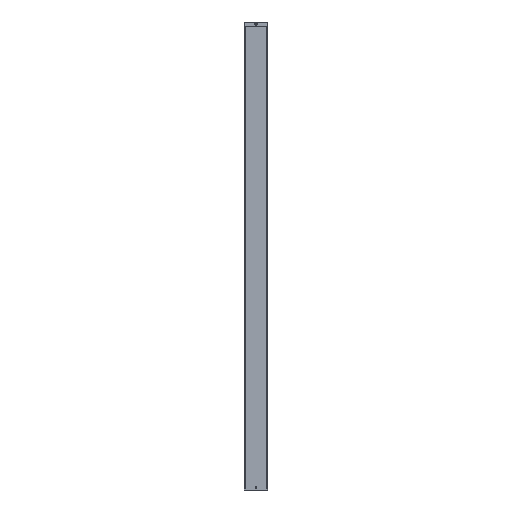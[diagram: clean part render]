
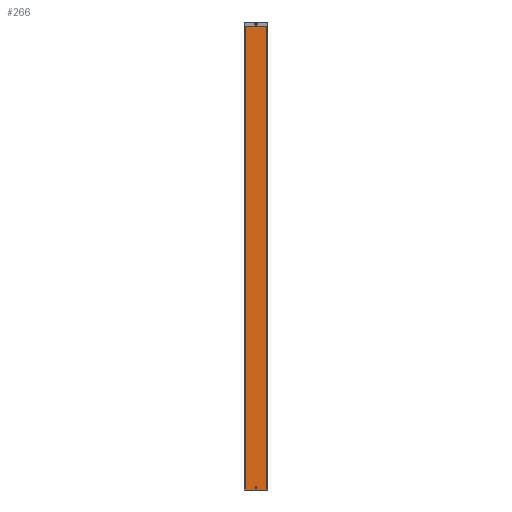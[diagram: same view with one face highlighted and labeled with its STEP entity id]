
A CAD part, front view. The second image highlights one B-rep face of the part: STEP entity #266.
In plain terms, the highlighted planar face has unit normal (0, -1, 0).
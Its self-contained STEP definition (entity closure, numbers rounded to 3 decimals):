
#2 = CARTESIAN_POINT ( 'NONE',  ( -75., 0., 2969. ) ) ;
#22 = VERTEX_POINT ( 'NONE', #1190 ) ;
#37 = CIRCLE ( 'NONE', #1515, 5.5 ) ;
#47 = EDGE_LOOP ( 'NONE', ( #344, #1231, #912, #1413 ) ) ;
#145 = AXIS2_PLACEMENT_3D ( 'NONE', #785, #1277, #771 ) ;
#150 = VERTEX_POINT ( 'NONE', #488 ) ;
#187 = FACE_OUTER_BOUND ( 'NONE', #47, .T. ) ;
#194 = LINE ( 'NONE', #2, #1263 ) ;
#254 = EDGE_CURVE ( 'NONE', #150, #596, #1528, .T. ) ;
#266 = ADVANCED_FACE ( 'NONE', ( #395, #187 ), #1160, .F. ) ;
#329 = CARTESIAN_POINT ( 'NONE',  ( 75., 0., 2969. ) ) ;
#344 = ORIENTED_EDGE ( 'NONE', *, *, #1026, .T. ) ;
#357 = LINE ( 'NONE', #850, #1107 ) ;
#363 = DIRECTION ( 'NONE',  ( 1., 0., 0. ) ) ;
#395 = FACE_BOUND ( 'NONE', #659, .T. ) ;
#401 = DIRECTION ( 'NONE',  ( 0., -1., 0. ) ) ;
#488 = CARTESIAN_POINT ( 'NONE',  ( 5.5, 0., 14. ) ) ;
#566 = DIRECTION ( 'NONE',  ( 0., 0., -1. ) ) ;
#596 = VERTEX_POINT ( 'NONE', #1308 ) ;
#613 = LINE ( 'NONE', #1444, #1510 ) ;
#616 = ORIENTED_EDGE ( 'NONE', *, *, #875, .F. ) ;
#624 = EDGE_CURVE ( 'NONE', #1067, #22, #194, .T. ) ;
#648 = CARTESIAN_POINT ( 'NONE',  ( 0., 0., 14. ) ) ;
#659 = EDGE_LOOP ( 'NONE', ( #1029, #616 ) ) ;
#689 = LINE ( 'NONE', #329, #1004 ) ;
#771 = DIRECTION ( 'NONE',  ( -1., 0., 0. ) ) ;
#785 = CARTESIAN_POINT ( 'NONE',  ( 75., 0., 2969. ) ) ;
#806 = CARTESIAN_POINT ( 'NONE',  ( -75., 0., 0. ) ) ;
#839 = AXIS2_PLACEMENT_3D ( 'NONE', #648, #896, #1254 ) ;
#850 = CARTESIAN_POINT ( 'NONE',  ( 75., 0., 0. ) ) ;
#875 = EDGE_CURVE ( 'NONE', #596, #150, #37, .T. ) ;
#895 = DIRECTION ( 'NONE',  ( 1., 0., 0. ) ) ;
#896 = DIRECTION ( 'NONE',  ( 0., -1., 0. ) ) ;
#912 = ORIENTED_EDGE ( 'NONE', *, *, #624, .F. ) ;
#969 = EDGE_CURVE ( 'NONE', #22, #1546, #689, .T. ) ;
#976 = VERTEX_POINT ( 'NONE', #806 ) ;
#1004 = VECTOR ( 'NONE', #566, 1000. ) ;
#1026 = EDGE_CURVE ( 'NONE', #976, #1546, #357, .T. ) ;
#1029 = ORIENTED_EDGE ( 'NONE', *, *, #254, .F. ) ;
#1067 = VERTEX_POINT ( 'NONE', #1453 ) ;
#1098 = DIRECTION ( 'NONE',  ( 1., 0., 0. ) ) ;
#1107 = VECTOR ( 'NONE', #1098, 1000. ) ;
#1160 = PLANE ( 'NONE',  #145 ) ;
#1190 = CARTESIAN_POINT ( 'NONE',  ( 75., 0., 2969. ) ) ;
#1231 = ORIENTED_EDGE ( 'NONE', *, *, #969, .F. ) ;
#1254 = DIRECTION ( 'NONE',  ( 1., 0., 0. ) ) ;
#1263 = VECTOR ( 'NONE', #363, 1000. ) ;
#1277 = DIRECTION ( 'NONE',  ( 0., 1., 0. ) ) ;
#1308 = CARTESIAN_POINT ( 'NONE',  ( -5.5, 0., 14. ) ) ;
#1413 = ORIENTED_EDGE ( 'NONE', *, *, #1553, .T. ) ;
#1444 = CARTESIAN_POINT ( 'NONE',  ( -75., 0., 2969. ) ) ;
#1452 = CARTESIAN_POINT ( 'NONE',  ( 75., 0., 0. ) ) ;
#1453 = CARTESIAN_POINT ( 'NONE',  ( -75., 0., 2969. ) ) ;
#1458 = DIRECTION ( 'NONE',  ( 0., 0., -1. ) ) ;
#1498 = CARTESIAN_POINT ( 'NONE',  ( 0., 0., 14. ) ) ;
#1510 = VECTOR ( 'NONE', #1458, 1000. ) ;
#1515 = AXIS2_PLACEMENT_3D ( 'NONE', #1498, #401, #895 ) ;
#1528 = CIRCLE ( 'NONE', #839, 5.5 ) ;
#1546 = VERTEX_POINT ( 'NONE', #1452 ) ;
#1553 = EDGE_CURVE ( 'NONE', #1067, #976, #613, .T. ) ;
